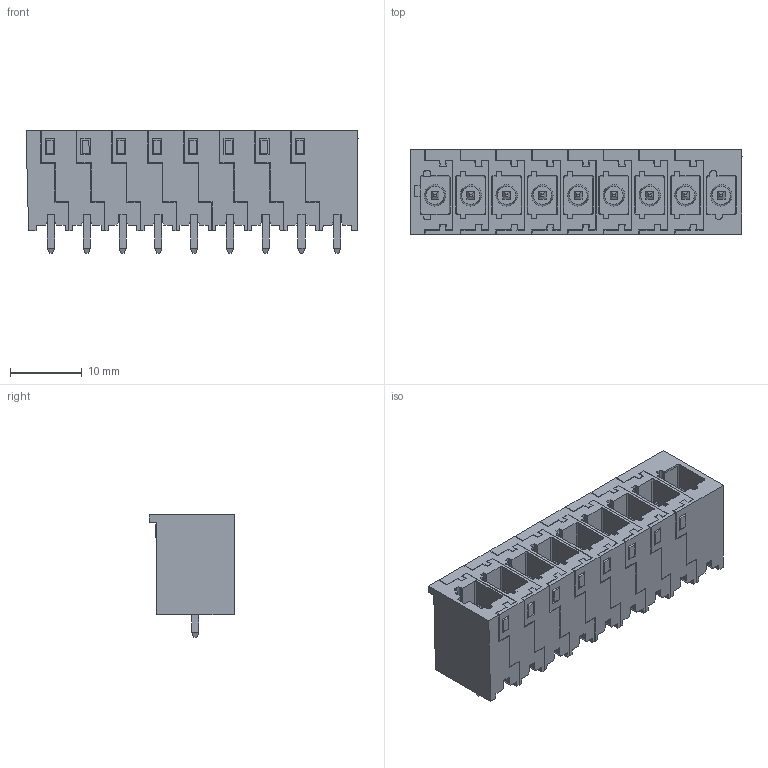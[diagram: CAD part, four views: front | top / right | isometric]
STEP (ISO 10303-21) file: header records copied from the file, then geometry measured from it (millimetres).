
FILE_DESCRIPTION(('CATIA V5 STEP Exchange','CAx-IF Rec.Pracs.--- Model Styling and Organization---1.4--- 2014-01-23'),'2;1');
FILE_NAME ('1328259-3_0_8000072454_8000072454.stp','2022-05-03T12:12:29+00:00',('none'),('Weidmueller'),'CATIA Version 5-6 Release 2016 SP3 HF44','CATIA V5 STEP AP214','none');
FILE_SCHEMA(('AUTOMOTIVE_DESIGN { 1 0 10303 214 1 1 1 1 }'));
Length unit declared in the file: millimetre
Products named in the file (1): 8000072454
Bounding box: 46.4 x 11.98 x 17.15 mm (x, y, z)
Volume: 4789.2 mm3; surface area: 9675.8 mm2
Topology: 18 solids, 18 shells, 1059 faces, 2902 edges, 1896 vertices
Faces by surface type: plane 968, cylinder 73, cone 18
Entity records: 33610 total; most frequent: CARTESIAN_POINT 6812, ORIENTED_EDGE 5804, DIRECTION 4948, EDGE_CURVE 2902, VECTOR 2720, LINE 2720, VERTEX_POINT 1896, AXIS2_PLACEMENT_3D 1170
